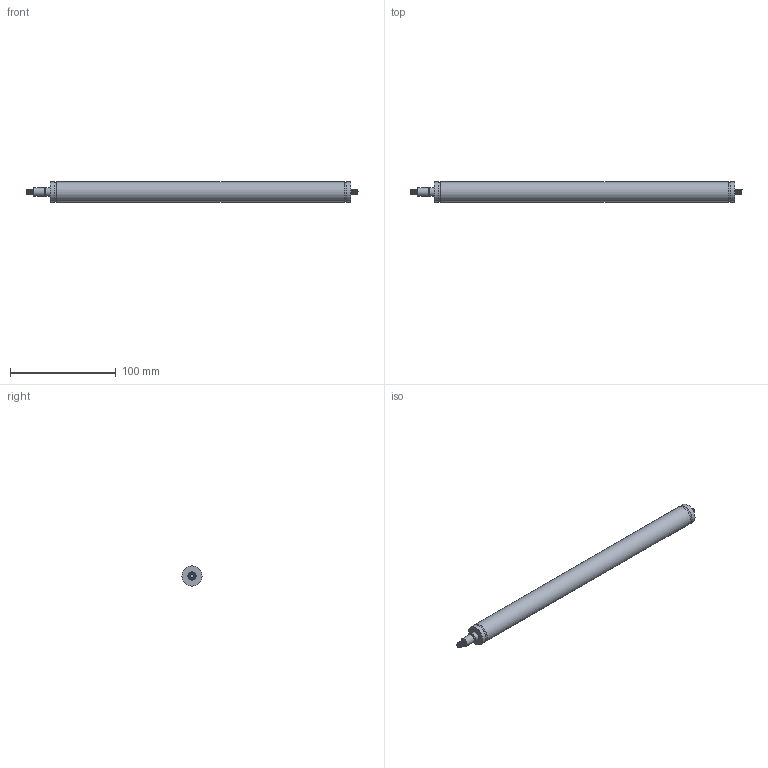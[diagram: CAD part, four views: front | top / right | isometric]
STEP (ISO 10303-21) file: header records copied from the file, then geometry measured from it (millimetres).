
FILE_DESCRIPTION(/* description */ (''),/* implementation_level */ '2;1');
FILE_NAME(/* name */ 'Z_6_19_200_0_500_Steel.stp',/* time_stamp */ '2024-04-19T11:58:39+03:00',/* author */ (''),/* organization */ (''),/* preprocessor_version */ 'ST-DEVELOPER v16',/* originating_system */ 'SIEMENS PLM Software NX 11.0',/* authorisation */ '');
FILE_SCHEMA (('AUTOMOTIVE_DESIGN { 1 0 10303 214 3 1 1 1 }'));
Length unit declared in the file: millimetre
Products named in the file (5): thread cylinder; thread rod; rod; cylinder; Z_6_19_150_0_400_Steel
Assembly tree (4 placements, depth 2):
  Z_6_19_150_0_400_Steel
    cylinder
    rod
    thread rod
    thread cylinder
Bounding box: 314 x 19 x 19 mm (x, y, z)
Volume: 88468.5 mm3; surface area: 23178.4 mm2
Topology: 4 solids, 4 shells, 31 faces, 57 edges, 35 vertices
Faces by surface type: cylinder 10, plane 9, cone 5, bspline 4, torus 3
Full cylindrical faces by diameter (mm): 6 x1, 8 x2, 19 x3
Entity records: 6511 total; most frequent: CARTESIAN_POINT 5902, DIRECTION 106, ORIENTED_EDGE 78, AXIS2_PLACEMENT_3D 53, EDGE_LOOP 42, EDGE_CURVE 39, VERTEX_POINT 31, ADVANCED_FACE 29
